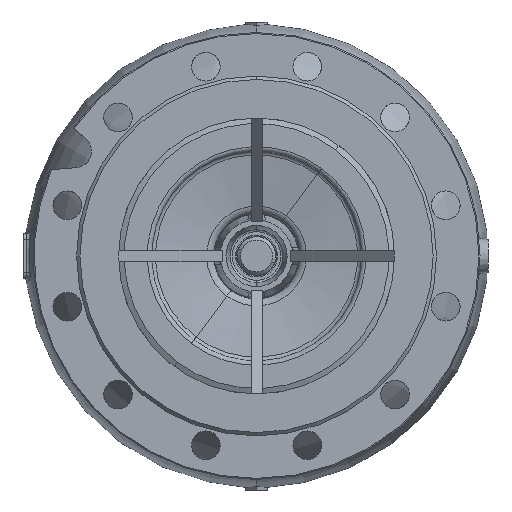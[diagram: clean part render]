
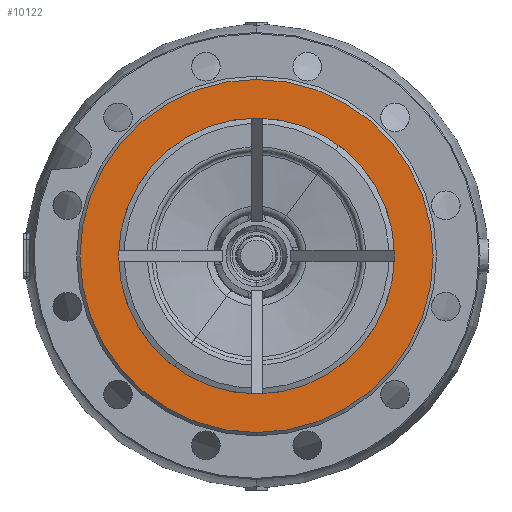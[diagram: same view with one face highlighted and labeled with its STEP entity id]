
A CAD part, left-side view. The second image highlights one B-rep face of the part: STEP entity #10122.
In plain terms, the highlighted planar face has unit normal (-1, 0, 0).
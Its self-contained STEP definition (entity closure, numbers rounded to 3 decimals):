
#6838 = AXIS2_PLACEMENT_3D ( 'NONE', #6870, #6869, #6868 ) ;
#6856 = CARTESIAN_POINT ( 'NONE',  ( -102., 0., 160. ) ) ;
#6860 = CARTESIAN_POINT ( 'NONE',  ( -102., 0., -160. ) ) ;
#6868 = DIRECTION ( 'NONE',  ( 0., 0., 1. ) ) ;
#6869 = DIRECTION ( 'NONE',  ( 1., 0., 0. ) ) ;
#6870 = CARTESIAN_POINT ( 'NONE',  ( -102., 0., 0. ) ) ;
#6871 = CIRCLE ( 'NONE', #6838, 160. ) ;
#10116 = ORIENTED_EDGE ( 'NONE', *, *, #24041, .F. ) ;
#10122 = ADVANCED_FACE ( 'NONE', ( #33030, #33083 ), #33032, .F. ) ;
#10123 = EDGE_LOOP ( 'NONE', ( #10176, #10175 ) ) ;
#10172 = EDGE_LOOP ( 'NONE', ( #10116, #10173 ) ) ;
#10173 = ORIENTED_EDGE ( 'NONE', *, *, #38473, .F. ) ;
#10174 = EDGE_CURVE ( 'NONE', #39942, #39938, #33219, .T. ) ;
#10175 = ORIENTED_EDGE ( 'NONE', *, *, #10174, .F. ) ;
#10176 = ORIENTED_EDGE ( 'NONE', *, *, #39932, .F. ) ;
#24041 = EDGE_CURVE ( 'NONE', #38518, #38512, #44569, .T. ) ;
#33021 = AXIS2_PLACEMENT_3D ( 'NONE', #33102, #33101, #33100 ) ;
#33030 = FACE_OUTER_BOUND ( 'NONE', #10123, .T. ) ;
#33032 = PLANE ( 'NONE',  #33021 ) ;
#33083 = FACE_BOUND ( 'NONE', #10172, .T. ) ;
#33100 = DIRECTION ( 'NONE',  ( 0., 0., -1. ) ) ;
#33101 = DIRECTION ( 'NONE',  ( 1., 0., 0. ) ) ;
#33102 = CARTESIAN_POINT ( 'NONE',  ( -102., 145., 0. ) ) ;
#33203 = CARTESIAN_POINT ( 'NONE',  ( -102., 0., 0. ) ) ;
#33210 = AXIS2_PLACEMENT_3D ( 'NONE', #33203, #33257, #33256 ) ;
#33219 = CIRCLE ( 'NONE', #33210, 160. ) ;
#33256 = DIRECTION ( 'NONE',  ( 0., 0., 1. ) ) ;
#33257 = DIRECTION ( 'NONE',  ( 1., 0., 0. ) ) ;
#38473 = EDGE_CURVE ( 'NONE', #38512, #38518, #47274, .T. ) ;
#38512 = VERTEX_POINT ( 'NONE', #47431 ) ;
#38518 = VERTEX_POINT ( 'NONE', #47433 ) ;
#39932 = EDGE_CURVE ( 'NONE', #39938, #39942, #6871, .T. ) ;
#39938 = VERTEX_POINT ( 'NONE', #6856 ) ;
#39942 = VERTEX_POINT ( 'NONE', #6860 ) ;
#44565 = DIRECTION ( 'NONE',  ( 0., 0., 1. ) ) ;
#44566 = DIRECTION ( 'NONE',  ( -1., 0., 0. ) ) ;
#44567 = CARTESIAN_POINT ( 'NONE',  ( -102., 0., 0. ) ) ;
#44568 = AXIS2_PLACEMENT_3D ( 'NONE', #44567, #44566, #44565 ) ;
#44569 = CIRCLE ( 'NONE', #44568, 125. ) ;
#47274 = CIRCLE ( 'NONE', #47324, 125. ) ;
#47321 = DIRECTION ( 'NONE',  ( 0., 0., 1. ) ) ;
#47322 = DIRECTION ( 'NONE',  ( -1., 0., 0. ) ) ;
#47323 = CARTESIAN_POINT ( 'NONE',  ( -102., 0., 0. ) ) ;
#47324 = AXIS2_PLACEMENT_3D ( 'NONE', #47323, #47322, #47321 ) ;
#47431 = CARTESIAN_POINT ( 'NONE',  ( -102., 0., -125. ) ) ;
#47433 = CARTESIAN_POINT ( 'NONE',  ( -102., 0., 125. ) ) ;
